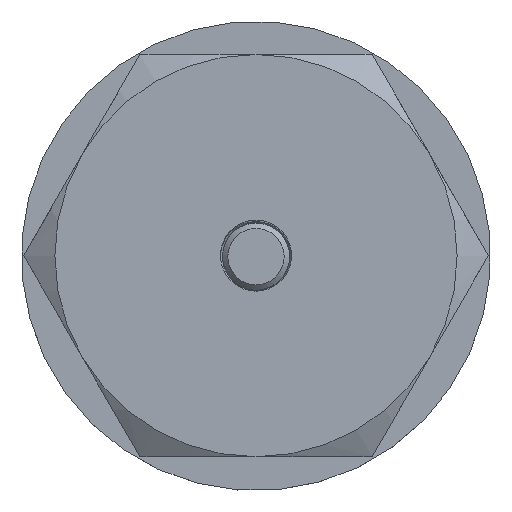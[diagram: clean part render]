
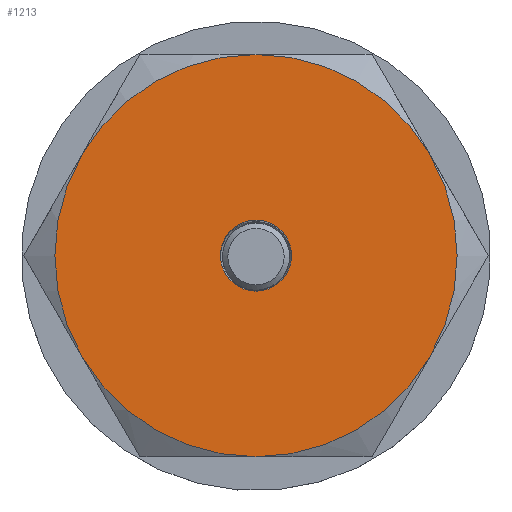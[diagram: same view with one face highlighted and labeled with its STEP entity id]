
A CAD part, top view. The second image highlights one B-rep face of the part: STEP entity #1213.
In plain terms, the highlighted planar face has unit normal (0, 0, 1).
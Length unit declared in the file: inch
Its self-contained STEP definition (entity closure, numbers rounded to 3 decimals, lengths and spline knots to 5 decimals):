
#99=PLANE('',#1389);
#142=FACE_BOUND('',#393,.T.);
#267=FACE_OUTER_BOUND('',#392,.T.);
#392=EDGE_LOOP('',(#1007,#1008,#1009,#1010,#1011,#1012));
#393=EDGE_LOOP('',(#1013));
#455=CIRCLE('',#1362,0.1325);
#459=CIRCLE('',#1371,0.75);
#460=CIRCLE('',#1373,0.75);
#461=CIRCLE('',#1375,0.75);
#462=CIRCLE('',#1377,0.75);
#463=CIRCLE('',#1379,0.75);
#464=CIRCLE('',#1381,0.75);
#560=VERTEX_POINT('',#2699);
#570=VERTEX_POINT('',#2724);
#572=VERTEX_POINT('',#2729);
#574=VERTEX_POINT('',#2736);
#575=VERTEX_POINT('',#2745);
#578=VERTEX_POINT('',#2756);
#579=VERTEX_POINT('',#2765);
#692=EDGE_CURVE('',#560,#560,#455,.T.);
#703=EDGE_CURVE('',#572,#570,#459,.T.);
#707=EDGE_CURVE('',#574,#572,#460,.T.);
#709=EDGE_CURVE('',#570,#575,#461,.T.);
#713=EDGE_CURVE('',#578,#574,#462,.T.);
#715=EDGE_CURVE('',#575,#579,#463,.T.);
#719=EDGE_CURVE('',#579,#578,#464,.T.);
#1007=ORIENTED_EDGE('',*,*,#703,.T.);
#1008=ORIENTED_EDGE('',*,*,#709,.T.);
#1009=ORIENTED_EDGE('',*,*,#715,.T.);
#1010=ORIENTED_EDGE('',*,*,#719,.T.);
#1011=ORIENTED_EDGE('',*,*,#713,.T.);
#1012=ORIENTED_EDGE('',*,*,#707,.T.);
#1013=ORIENTED_EDGE('',*,*,#692,.T.);
#1213=ADVANCED_FACE('',(#267,#142),#99,.F.);
#1362=AXIS2_PLACEMENT_3D('',#2700,#1656,#1657);
#1371=AXIS2_PLACEMENT_3D('',#2730,#1680,#1681);
#1373=AXIS2_PLACEMENT_3D('',#2743,#1684,#1685);
#1375=AXIS2_PLACEMENT_3D('',#2750,#1688,#1689);
#1377=AXIS2_PLACEMENT_3D('',#2763,#1692,#1693);
#1379=AXIS2_PLACEMENT_3D('',#2770,#1696,#1697);
#1381=AXIS2_PLACEMENT_3D('',#2782,#1700,#1701);
#1389=AXIS2_PLACEMENT_3D('',#2796,#1722,#1723);
#1656=DIRECTION('center_axis',(0.,0.,-1.));
#1657=DIRECTION('ref_axis',(-1.,0.,0.));
#1680=DIRECTION('center_axis',(0.,0.,1.));
#1681=DIRECTION('ref_axis',(-0.5,0.866,0.));
#1684=DIRECTION('center_axis',(0.,0.,1.));
#1685=DIRECTION('ref_axis',(-0.5,0.866,0.));
#1688=DIRECTION('center_axis',(0.,0.,1.));
#1689=DIRECTION('ref_axis',(-0.5,0.866,0.));
#1692=DIRECTION('center_axis',(0.,0.,1.));
#1693=DIRECTION('ref_axis',(-0.5,0.866,0.));
#1696=DIRECTION('center_axis',(0.,0.,1.));
#1697=DIRECTION('ref_axis',(-0.5,0.866,0.));
#1700=DIRECTION('center_axis',(0.,0.,1.));
#1701=DIRECTION('ref_axis',(-0.5,0.866,0.));
#1722=DIRECTION('center_axis',(0.,0.,-1.));
#1723=DIRECTION('ref_axis',(-1.,0.,0.));
#2699=CARTESIAN_POINT('',(0.1325,0.,2.375));
#2700=CARTESIAN_POINT('Origin',(0.,0.,2.375));
#2724=CARTESIAN_POINT('',(0.64952,0.375,2.375));
#2729=CARTESIAN_POINT('',(0.64952,-0.375,2.375));
#2730=CARTESIAN_POINT('Origin',(0.,0.,
2.375));
#2736=CARTESIAN_POINT('',(0.,-0.75,2.375));
#2743=CARTESIAN_POINT('Origin',(0.,0.,
2.375));
#2745=CARTESIAN_POINT('',(0.,0.75,2.375));
#2750=CARTESIAN_POINT('Origin',(0.,0.,
2.375));
#2756=CARTESIAN_POINT('',(-0.64952,-0.375,2.375));
#2763=CARTESIAN_POINT('Origin',(0.,0.,
2.375));
#2765=CARTESIAN_POINT('',(-0.64952,0.375,2.375));
#2770=CARTESIAN_POINT('Origin',(0.,0.,
2.375));
#2782=CARTESIAN_POINT('Origin',(0.,0.,
2.375));
#2796=CARTESIAN_POINT('Origin',(0.,0.,2.375));
